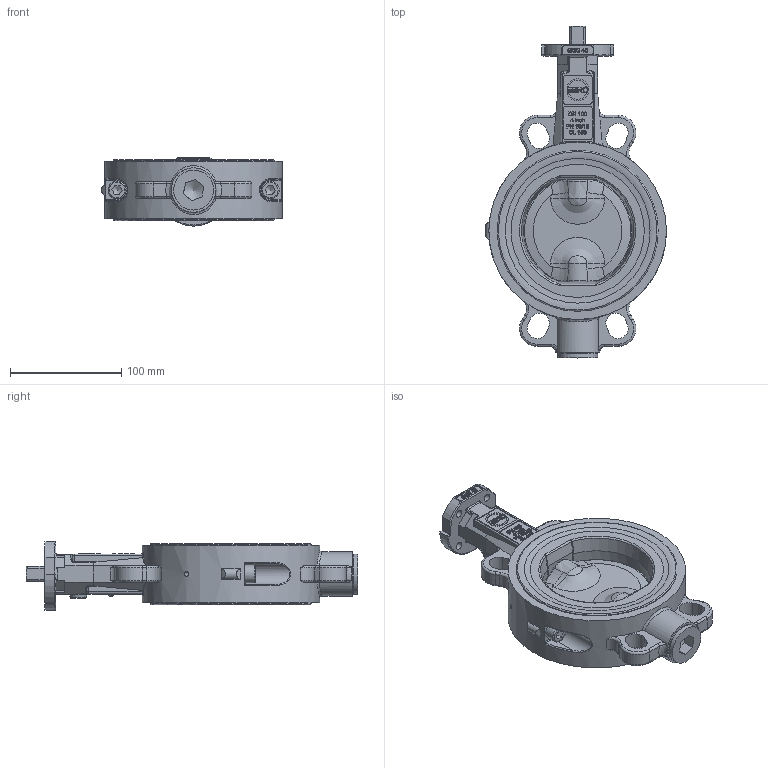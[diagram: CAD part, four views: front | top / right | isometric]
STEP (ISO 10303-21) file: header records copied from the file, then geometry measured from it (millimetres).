
FILE_DESCRIPTION((''),'2;1');
FILE_NAME('Z611-A DN100.stp','2007-09-28T10:48:02',('hellwig'),(''),'Autodesk Inventor 11','Autodesk Inventor 11','');
FILE_SCHEMA(('AUTOMOTIVE_DESIGN { 1 0 10303 214 1 1 1 1 }'));
Length unit declared in the file: millimetre
Products named in the file (1): Bauteil191
Bounding box: 162.99 x 299 x 61.5 mm (x, y, z)
Volume: 903292.2 mm3; surface area: 182805.1 mm2
Topology: 1 solids, 20 shells, 1049 faces, 2677 edges, 1715 vertices
Faces by surface type: plane 419, bspline 353, cylinder 184, cone 45, torus 44, sphere 4
Full cylindrical faces by diameter (mm): 2.5 x1, 3 x2, 3.2 x2, 4.134 x1, 8.376 x2, 10 x2, 16 x2, 18 x3, 18.18 x3, 19 x1, 24.95 x3, 25 x2, 30.3 x1, 35.9 x1, 36 x1, 40 x1, 113.4 x1, 137 x1, 137.8 x1, 144.8 x1, 145 x1, 160 x1
Entity records: 43621 total; most frequent: CARTESIAN_POINT 20990, ORIENTED_EDGE 5018, DIRECTION 3764, EDGE_CURVE 2509, VERTEX_POINT 1664, AXIS2_PLACEMENT_3D 1265, EDGE_LOOP 1261, VECTOR 1234
